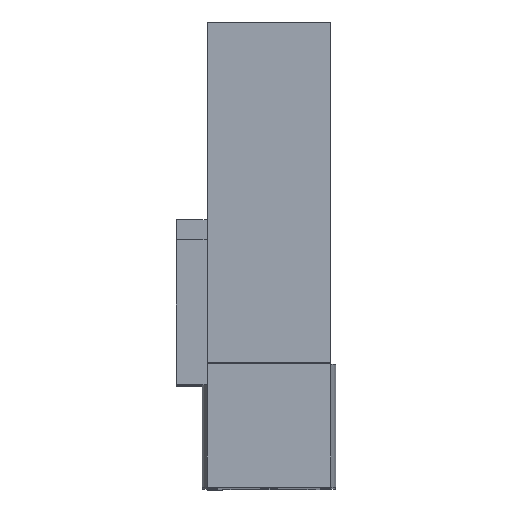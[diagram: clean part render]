
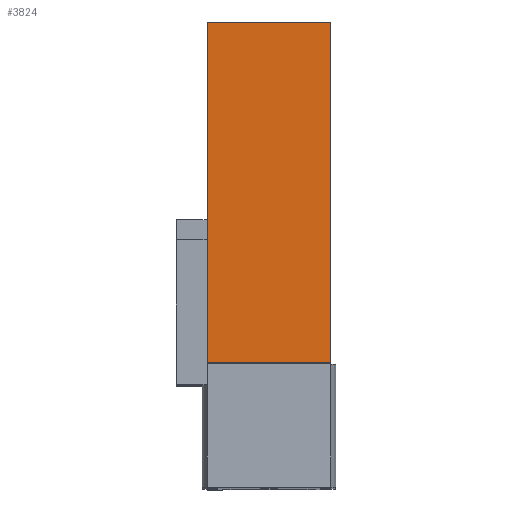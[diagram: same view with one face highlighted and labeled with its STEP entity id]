
A CAD part, top view. The second image highlights one B-rep face of the part: STEP entity #3824.
In plain terms, the highlighted face is planar.
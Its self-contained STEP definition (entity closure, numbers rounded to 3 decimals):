
#323=CARTESIAN_POINT('',(-78.0,6.,0.0));
#324=VERTEX_POINT('',#323);
#331=CARTESIAN_POINT('',(-78.0,6.,33.0));
#332=VERTEX_POINT('',#331);
#333=CARTESIAN_POINT('',(-78.0,6.,0.0));
#334=DIRECTION('',(0.0,0.0,1.0));
#335=VECTOR('',#334,33.0);
#336=LINE('',#333,#335);
#337=EDGE_CURVE('',#324,#332,#336,.T.);
#827=CARTESIAN_POINT('',(-78.0,-6.0,0.0));
#828=VERTEX_POINT('',#827);
#835=CARTESIAN_POINT('',(-78.0,6.,0.0));
#836=DIRECTION('',(0.0,-1.0,0.0));
#837=VECTOR('',#836,12.);
#838=LINE('',#835,#837);
#839=EDGE_CURVE('',#324,#828,#838,.T.);
#3736=CARTESIAN_POINT('',(-78.0,-6.0,33.0));
#3737=VERTEX_POINT('',#3736);
#3738=CARTESIAN_POINT('',(-78.0,-6.0,33.0));
#3739=DIRECTION('',(0.0,1.0,0.0));
#3740=VECTOR('',#3739,12.0);
#3741=LINE('',#3738,#3740);
#3742=EDGE_CURVE('',#3737,#332,#3741,.T.);
#3808=CARTESIAN_POINT('',(-78.0,-6.0,0.0));
#3809=DIRECTION('',(-1.0,0.0,0.0));
#3810=DIRECTION('',(0.0,0.0,1.0));
#3811=AXIS2_PLACEMENT_3D('',#3808,#3809,#3810);
#3812=PLANE('',#3811);
#3813=ORIENTED_EDGE('',*,*,#337,.F.);
#3814=ORIENTED_EDGE('',*,*,#839,.T.);
#3815=CARTESIAN_POINT('',(-78.0,-6.0,0.0));
#3816=DIRECTION('',(0.0,0.0,1.0));
#3817=VECTOR('',#3816,33.0);
#3818=LINE('',#3815,#3817);
#3819=EDGE_CURVE('',#828,#3737,#3818,.T.);
#3820=ORIENTED_EDGE('',*,*,#3819,.T.);
#3821=ORIENTED_EDGE('',*,*,#3742,.T.);
#3822=EDGE_LOOP('',(#3813,#3814,#3820,#3821));
#3823=FACE_OUTER_BOUND('',#3822,.T.);
#3824=ADVANCED_FACE('',(#3823),#3812,.T.);
